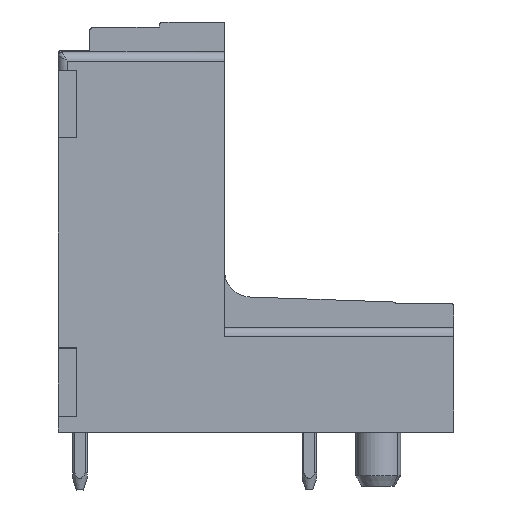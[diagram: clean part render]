
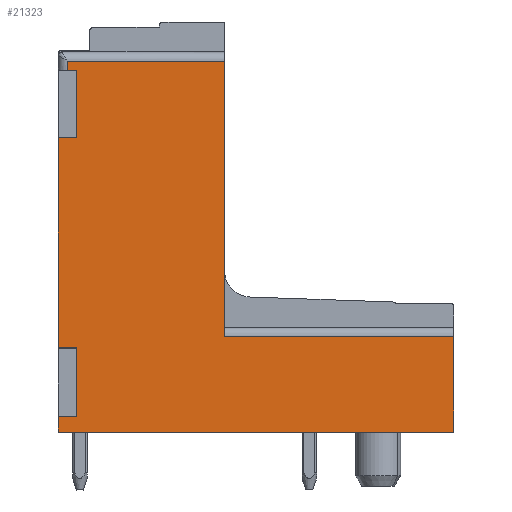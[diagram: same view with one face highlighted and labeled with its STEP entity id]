
A CAD part, left-side view. The second image highlights one B-rep face of the part: STEP entity #21323.
In plain terms, the highlighted planar face has unit normal (-1, 0, 0).
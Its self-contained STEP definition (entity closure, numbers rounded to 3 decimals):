
#21305=AXIS2_PLACEMENT_3D('Plane Axis2P3D',#21302,#21303,#21304) ;
#150=CARTESIAN_POINT('Vertex',(0.,21.9,3.2)) ;
#600=CARTESIAN_POINT('Vertex',(0.,0.,3.2)) ;
#603=CARTESIAN_POINT('Line Origine',(0.,10.95,3.2)) ;
#928=CARTESIAN_POINT('Line Origine',(0.,21.9,3.635)) ;
#932=CARTESIAN_POINT('Vertex',(0.,21.9,4.07)) ;
#1002=CARTESIAN_POINT('Vertex',(0.,21.9,7.89)) ;
#1005=CARTESIAN_POINT('Line Origine',(0.,21.9,13.695)) ;
#1009=CARTESIAN_POINT('Vertex',(0.,21.9,19.5)) ;
#2116=CARTESIAN_POINT('Vertex',(0.,12.7,23.74)) ;
#2119=CARTESIAN_POINT('Line Origine',(0.,12.7,16.12)) ;
#2123=CARTESIAN_POINT('Vertex',(0.,12.7,8.5)) ;
#3418=CARTESIAN_POINT('Vertex',(0.,0.,8.5)) ;
#3421=CARTESIAN_POINT('Line Origine',(0.,0.,5.85)) ;
#10077=CARTESIAN_POINT('Vertex',(0.,21.4,23.74)) ;
#17147=CARTESIAN_POINT('Line Origine',(0.,21.4,13.72)) ;
#17151=CARTESIAN_POINT('Vertex',(0.,21.4,23.24)) ;
#17171=CARTESIAN_POINT('Line Origine',(0.,10.95,23.74)) ;
#17183=CARTESIAN_POINT('Line Origine',(0.,21.4,4.07)) ;
#17187=CARTESIAN_POINT('Vertex',(0.,20.9,4.07)) ;
#17205=CARTESIAN_POINT('Line Origine',(0.,20.9,5.98)) ;
#17209=CARTESIAN_POINT('Vertex',(0.,20.9,7.89)) ;
#17224=CARTESIAN_POINT('Line Origine',(0.,21.4,7.89)) ;
#17236=CARTESIAN_POINT('Line Origine',(0.,21.4,19.5)) ;
#17240=CARTESIAN_POINT('Vertex',(0.,20.9,19.5)) ;
#17258=CARTESIAN_POINT('Line Origine',(0.,20.9,21.37)) ;
#17262=CARTESIAN_POINT('Vertex',(0.,20.9,23.24)) ;
#17277=CARTESIAN_POINT('Line Origine',(0.,21.15,23.24)) ;
#20953=CARTESIAN_POINT('Line Origine',(0.,10.95,8.5)) ;
#21302=CARTESIAN_POINT('Axis2P3D Location',(0.,0.,0.)) ;
#604=DIRECTION('Vector Direction',(0.,1.,0.)) ;
#929=DIRECTION('Vector Direction',(0.,0.,1.)) ;
#1006=DIRECTION('Vector Direction',(0.,0.,1.)) ;
#2120=DIRECTION('Vector Direction',(0.,0.,-1.)) ;
#3422=DIRECTION('Vector Direction',(0.,0.,-1.)) ;
#17148=DIRECTION('Vector Direction',(0.,0.,-1.)) ;
#17172=DIRECTION('Vector Direction',(0.,-1.,0.)) ;
#17184=DIRECTION('Vector Direction',(0.,-1.,0.)) ;
#17206=DIRECTION('Vector Direction',(0.,0.,-1.)) ;
#17225=DIRECTION('Vector Direction',(0.,1.,0.)) ;
#17237=DIRECTION('Vector Direction',(0.,-1.,0.)) ;
#17259=DIRECTION('Vector Direction',(0.,0.,-1.)) ;
#17278=DIRECTION('Vector Direction',(0.,1.,0.)) ;
#20954=DIRECTION('Vector Direction',(0.,-1.,0.)) ;
#21303=DIRECTION('Axis2P3D Direction',(-1.,0.,0.)) ;
#21304=DIRECTION('Axis2P3D XDirection',(0.,-1.,0.)) ;
#605=VECTOR('Line Direction',#604,1.) ;
#930=VECTOR('Line Direction',#929,1.) ;
#1007=VECTOR('Line Direction',#1006,1.) ;
#2121=VECTOR('Line Direction',#2120,1.) ;
#3423=VECTOR('Line Direction',#3422,1.) ;
#17149=VECTOR('Line Direction',#17148,1.) ;
#17173=VECTOR('Line Direction',#17172,1.) ;
#17185=VECTOR('Line Direction',#17184,1.) ;
#17207=VECTOR('Line Direction',#17206,1.) ;
#17226=VECTOR('Line Direction',#17225,1.) ;
#17238=VECTOR('Line Direction',#17237,1.) ;
#17260=VECTOR('Line Direction',#17259,1.) ;
#17279=VECTOR('Line Direction',#17278,1.) ;
#20955=VECTOR('Line Direction',#20954,1.) ;
#21308=ORIENTED_EDGE('',*,*,#17281,.T.) ;
#21309=ORIENTED_EDGE('',*,*,#17264,.T.) ;
#21310=ORIENTED_EDGE('',*,*,#17242,.T.) ;
#21311=ORIENTED_EDGE('',*,*,#1011,.T.) ;
#21312=ORIENTED_EDGE('',*,*,#17228,.T.) ;
#21313=ORIENTED_EDGE('',*,*,#17211,.T.) ;
#21314=ORIENTED_EDGE('',*,*,#17189,.T.) ;
#21315=ORIENTED_EDGE('',*,*,#934,.T.) ;
#21316=ORIENTED_EDGE('',*,*,#607,.T.) ;
#21317=ORIENTED_EDGE('',*,*,#3425,.T.) ;
#21318=ORIENTED_EDGE('',*,*,#20957,.T.) ;
#21319=ORIENTED_EDGE('',*,*,#2125,.F.) ;
#21320=ORIENTED_EDGE('',*,*,#17175,.T.) ;
#21321=ORIENTED_EDGE('',*,*,#17153,.T.) ;
#21323=ADVANCED_FACE('HOUSING',(#21322),#21306,.T.) ;
#607=EDGE_CURVE('',#151,#601,#606,.F.) ;
#934=EDGE_CURVE('',#933,#151,#931,.F.) ;
#1011=EDGE_CURVE('',#1010,#1003,#1008,.F.) ;
#2125=EDGE_CURVE('',#2117,#2124,#2122,.T.) ;
#3425=EDGE_CURVE('',#601,#3419,#3424,.F.) ;
#17153=EDGE_CURVE('',#10078,#17152,#17150,.T.) ;
#17175=EDGE_CURVE('',#2117,#10078,#17174,.F.) ;
#17189=EDGE_CURVE('',#17188,#933,#17186,.F.) ;
#17211=EDGE_CURVE('',#17210,#17188,#17208,.T.) ;
#17228=EDGE_CURVE('',#1003,#17210,#17227,.F.) ;
#17242=EDGE_CURVE('',#17241,#1010,#17239,.F.) ;
#17264=EDGE_CURVE('',#17263,#17241,#17261,.T.) ;
#17281=EDGE_CURVE('',#17152,#17263,#17280,.F.) ;
#20957=EDGE_CURVE('',#3419,#2124,#20956,.F.) ;
#21307=EDGE_LOOP('',(#21308,#21309,#21310,#21311,#21312,#21313,#21314,#21315,#21316,#21317,#21318,#21319,#21320,#21321)) ;
#21322=FACE_OUTER_BOUND('',#21307,.T.) ;
#606=LINE('Line',#603,#605) ;
#931=LINE('Line',#928,#930) ;
#1008=LINE('Line',#1005,#1007) ;
#2122=LINE('Line',#2119,#2121) ;
#3424=LINE('Line',#3421,#3423) ;
#17150=LINE('Line',#17147,#17149) ;
#17174=LINE('Line',#17171,#17173) ;
#17186=LINE('Line',#17183,#17185) ;
#17208=LINE('Line',#17205,#17207) ;
#17227=LINE('Line',#17224,#17226) ;
#17239=LINE('Line',#17236,#17238) ;
#17261=LINE('Line',#17258,#17260) ;
#17280=LINE('Line',#17277,#17279) ;
#20956=LINE('Line',#20953,#20955) ;
#21306=PLANE('',#21305) ;
#151=VERTEX_POINT('',#150) ;
#601=VERTEX_POINT('',#600) ;
#933=VERTEX_POINT('',#932) ;
#1003=VERTEX_POINT('',#1002) ;
#1010=VERTEX_POINT('',#1009) ;
#2117=VERTEX_POINT('',#2116) ;
#2124=VERTEX_POINT('',#2123) ;
#3419=VERTEX_POINT('',#3418) ;
#10078=VERTEX_POINT('',#10077) ;
#17152=VERTEX_POINT('',#17151) ;
#17188=VERTEX_POINT('',#17187) ;
#17210=VERTEX_POINT('',#17209) ;
#17241=VERTEX_POINT('',#17240) ;
#17263=VERTEX_POINT('',#17262) ;
